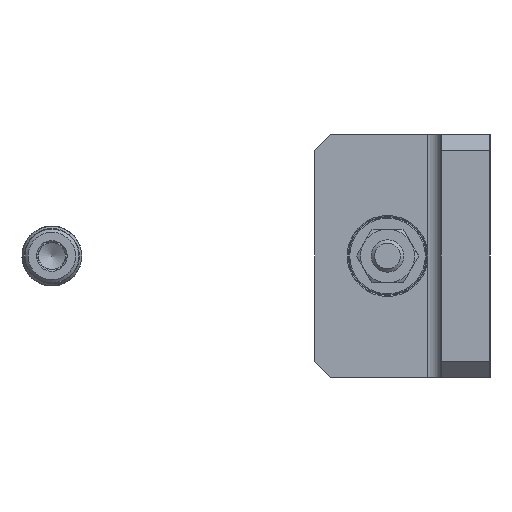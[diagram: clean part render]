
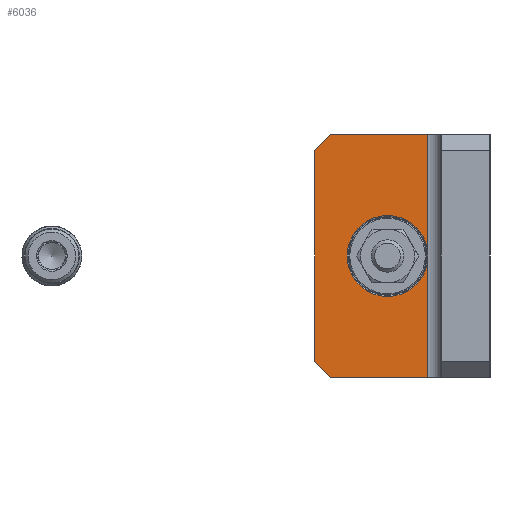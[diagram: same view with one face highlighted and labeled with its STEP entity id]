
A CAD part, left-side view. The second image highlights one B-rep face of the part: STEP entity #6036.
In plain terms, the highlighted face is planar.
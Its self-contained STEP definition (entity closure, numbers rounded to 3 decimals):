
#195=LINE('',#9024,#823);
#196=LINE('',#9026,#824);
#197=LINE('',#9030,#825);
#198=LINE('',#9033,#826);
#199=LINE('',#9035,#827);
#200=LINE('',#9037,#828);
#201=LINE('',#9039,#829);
#823=VECTOR('',#7157,1000.);
#824=VECTOR('',#7158,1000.);
#825=VECTOR('',#7163,1000.);
#826=VECTOR('',#7164,1000.);
#827=VECTOR('',#7165,1000.);
#828=VECTOR('',#7168,1000.);
#829=VECTOR('',#7169,1000.);
#1471=ORIENTED_EDGE('',*,*,#3236,.F.);
#1472=ORIENTED_EDGE('',*,*,#3237,.T.);
#1473=ORIENTED_EDGE('',*,*,#3238,.F.);
#1474=ORIENTED_EDGE('',*,*,#3234,.T.);
#1475=ORIENTED_EDGE('',*,*,#3239,.F.);
#1476=ORIENTED_EDGE('',*,*,#3233,.T.);
#1477=ORIENTED_EDGE('',*,*,#3240,.T.);
#1478=ORIENTED_EDGE('',*,*,#3241,.T.);
#3233=EDGE_CURVE('',#4114,#4113,#195,.T.);
#3234=EDGE_CURVE('',#4115,#4114,#196,.T.);
#3236=EDGE_CURVE('',#4116,#4117,#197,.T.);
#3237=EDGE_CURVE('',#4116,#4118,#198,.T.);
#3238=EDGE_CURVE('',#4115,#4118,#199,.T.);
#3239=EDGE_CURVE('',#4114,#4114,#4646,.F.);
#3240=EDGE_CURVE('',#4113,#4119,#200,.T.);
#3241=EDGE_CURVE('',#4119,#4117,#201,.T.);
#4113=VERTEX_POINT('',#9023);
#4114=VERTEX_POINT('',#9025);
#4115=VERTEX_POINT('',#9027);
#4116=VERTEX_POINT('',#9031);
#4117=VERTEX_POINT('',#9032);
#4118=VERTEX_POINT('',#9034);
#4119=VERTEX_POINT('',#9038);
#4646=CIRCLE('',#6501,7.5);
#4863=EDGE_LOOP('',(#1471,#1472,#1473,#1474,#1475,#1476,#1477,#1478));
#5293=FACE_BOUND('',#4863,.T.);
#5718=PLANE('',#6500);
#6036=ADVANCED_FACE('',(#5293),#5718,.F.);
#6500=AXIS2_PLACEMENT_3D('',#9029,#7161,#7162);
#6501=AXIS2_PLACEMENT_3D('',#9036,#7166,#7167);
#7157=DIRECTION('',(0.,0.,-1.));
#7158=DIRECTION('',(0.,0.,-1.));
#7161=DIRECTION('',(-1.,0.,0.));
#7162=DIRECTION('',(0.,0.,1.));
#7163=DIRECTION('',(0.,0.,-1.));
#7164=DIRECTION('',(0.,-0.707,0.707));
#7165=DIRECTION('',(0.,1.,0.));
#7166=DIRECTION('',(-1.,0.,0.));
#7167=DIRECTION('',(0.,0.,1.));
#7168=DIRECTION('',(0.,1.,0.));
#7169=DIRECTION('',(0.,0.707,0.707));
#9023=CARTESIAN_POINT('',(9.,11.5,-22.5));
#9024=CARTESIAN_POINT('',(9.,11.5,22.5));
#9025=CARTESIAN_POINT('',(9.,11.5,0.));
#9026=CARTESIAN_POINT('',(9.,11.5,22.5));
#9027=CARTESIAN_POINT('',(9.,11.5,22.5));
#9029=CARTESIAN_POINT('',(9.,11.5,22.5));
#9030=CARTESIAN_POINT('',(9.,32.5,22.5));
#9031=CARTESIAN_POINT('',(9.,32.5,19.5));
#9032=CARTESIAN_POINT('',(9.,32.5,-19.5));
#9033=CARTESIAN_POINT('',(9.,32.5,19.5));
#9034=CARTESIAN_POINT('',(9.,29.5,22.5));
#9035=CARTESIAN_POINT('',(9.,11.5,22.5));
#9036=CARTESIAN_POINT('',(9.,19.,0.));
#9037=CARTESIAN_POINT('',(9.,11.5,-22.5));
#9038=CARTESIAN_POINT('',(9.,29.5,-22.5));
#9039=CARTESIAN_POINT('',(9.,29.5,-22.5));
